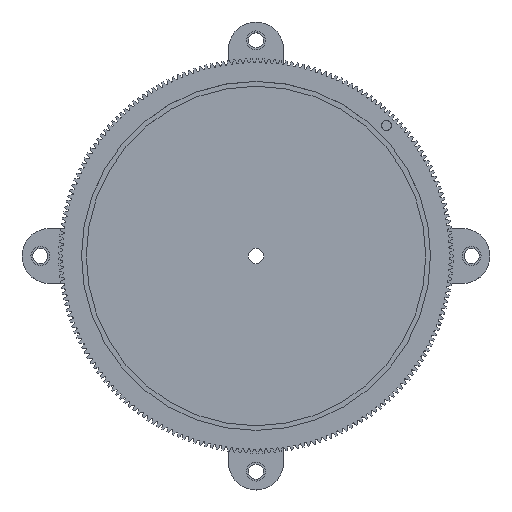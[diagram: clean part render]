
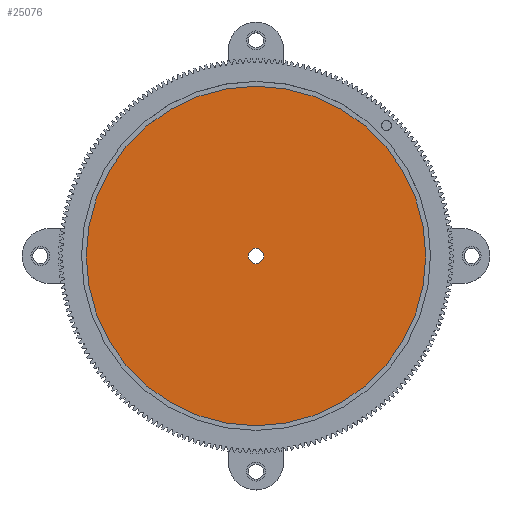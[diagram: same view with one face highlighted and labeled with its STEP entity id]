
A CAD part, top view. The second image highlights one B-rep face of the part: STEP entity #25076.
In plain terms, the highlighted planar face has unit normal (0, 0, 1).
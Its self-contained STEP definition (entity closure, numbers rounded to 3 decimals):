
#3897=FACE_BOUND('',#6570,.T.);
#5224=FACE_OUTER_BOUND('',#6569,.T.);
#6569=EDGE_LOOP('',(#23721));
#6570=EDGE_LOOP('',(#23722));
#9251=CIRCLE('',#25110,92.5);
#9264=CIRCLE('',#25138,4.2);
#10581=VERTEX_POINT('',#33146);
#11886=VERTEX_POINT('',#51847);
#13206=EDGE_CURVE('',#10581,#10581,#9251,.T.);
#15805=EDGE_CURVE('',#11886,#11886,#9264,.T.);
#23721=ORIENTED_EDGE('',*,*,#13206,.T.);
#23722=ORIENTED_EDGE('',*,*,#15805,.T.);
#23749=PLANE('',#25183);
#25076=ADVANCED_FACE('',(#5224,#3897),#23749,.T.);
#25110=AXIS2_PLACEMENT_3D('',#33148,#25233,#25234);
#25138=AXIS2_PLACEMENT_3D('',#51849,#26589,#26590);
#25183=AXIS2_PLACEMENT_3D('',#51933,#26702,#26703);
#25233=DIRECTION('center_axis',(0.,0.,1.));
#25234=DIRECTION('ref_axis',(-1.,0.,0.));
#26589=DIRECTION('center_axis',(0.,0.,-1.));
#26590=DIRECTION('ref_axis',(1.,0.,0.));
#26702=DIRECTION('center_axis',(0.,0.,1.));
#26703=DIRECTION('ref_axis',(1.,0.,0.));
#33146=CARTESIAN_POINT('',(592.5,-350.,10.));
#33148=CARTESIAN_POINT('Origin',(500.,-350.,10.));
#51847=CARTESIAN_POINT('',(495.8,-350.,10.));
#51849=CARTESIAN_POINT('Origin',(500.,-350.,10.));
#51933=CARTESIAN_POINT('Origin',(500.,-350.,10.));
